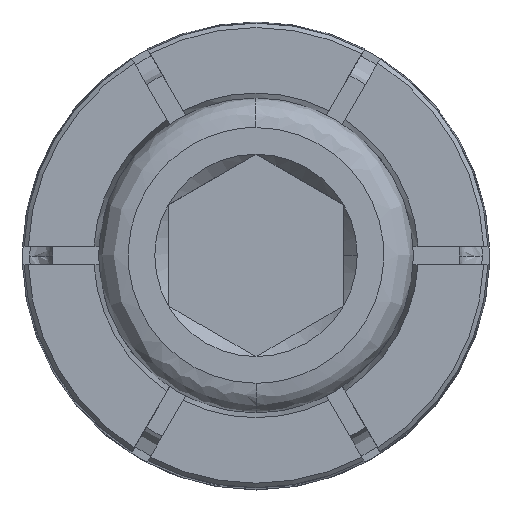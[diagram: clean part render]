
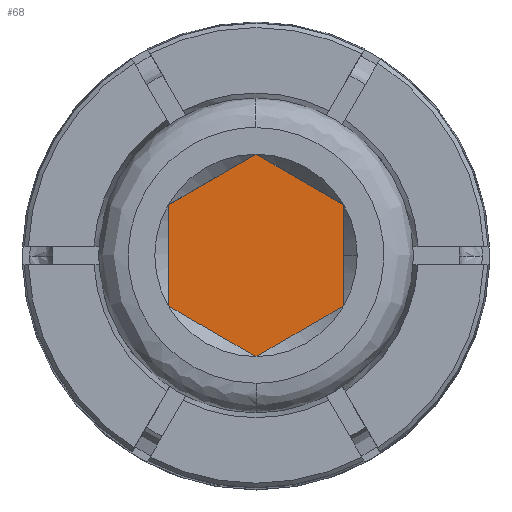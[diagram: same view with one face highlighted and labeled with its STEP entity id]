
A CAD part, top view. The second image highlights one B-rep face of the part: STEP entity #68.
In plain terms, the highlighted planar face has unit normal (0, 0, 1).
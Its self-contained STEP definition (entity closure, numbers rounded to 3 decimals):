
#66 = ORIENTED_EDGE ( 'NONE', *, *, #2558, .T. ) ;
#68 = ADVANCED_FACE ( 'NONE', ( #536 ), #3553, .T. ) ;
#72 = ORIENTED_EDGE ( 'NONE', *, *, #599, .T. ) ;
#290 = VECTOR ( 'NONE', #1881, 1000. ) ;
#295 = VECTOR ( 'NONE', #2580, 1000. ) ;
#301 = DIRECTION ( 'NONE',  ( -0.866, 0.5, 0. ) ) ;
#315 = EDGE_CURVE ( 'NONE', #688, #3562, #698, .T. ) ;
#361 = LINE ( 'NONE', #3597, #951 ) ;
#522 = CARTESIAN_POINT ( 'NONE',  ( 3., 1.732, 3.5 ) ) ;
#536 = FACE_OUTER_BOUND ( 'NONE', #912, .T. ) ;
#553 = ORIENTED_EDGE ( 'NONE', *, *, #2374, .T. ) ;
#599 = EDGE_CURVE ( 'NONE', #3617, #688, #1415, .T. ) ;
#631 = CARTESIAN_POINT ( 'NONE',  ( 0., 3.464, 3.5 ) ) ;
#677 = ORIENTED_EDGE ( 'NONE', *, *, #1102, .T. ) ;
#688 = VERTEX_POINT ( 'NONE', #3557 ) ;
#698 = LINE ( 'NONE', #3296, #290 ) ;
#912 = EDGE_LOOP ( 'NONE', ( #66, #677, #553, #3648, #72, #3490 ) ) ;
#951 = VECTOR ( 'NONE', #3249, 1000. ) ;
#1102 = EDGE_CURVE ( 'NONE', #3601, #1816, #361, .T. ) ;
#1103 = VERTEX_POINT ( 'NONE', #631 ) ;
#1119 = DIRECTION ( 'NONE',  ( 0., -1., 0. ) ) ;
#1144 = DIRECTION ( 'NONE',  ( 1., 0., 0. ) ) ;
#1148 = VECTOR ( 'NONE', #3814, 1000. ) ;
#1165 = CARTESIAN_POINT ( 'NONE',  ( 3., 1.732, 3.5 ) ) ;
#1415 = LINE ( 'NONE', #3774, #2138 ) ;
#1716 = CARTESIAN_POINT ( 'NONE',  ( -3., 5.196, 3.5 ) ) ;
#1773 = VECTOR ( 'NONE', #301, 1000. ) ;
#1813 = CARTESIAN_POINT ( 'NONE',  ( 0., -3.464, 3.5 ) ) ;
#1816 = VERTEX_POINT ( 'NONE', #522 ) ;
#1881 = DIRECTION ( 'NONE',  ( 0.866, -0.5, 0. ) ) ;
#2001 = LINE ( 'NONE', #3448, #1148 ) ;
#2138 = VECTOR ( 'NONE', #1119, 1000. ) ;
#2374 = EDGE_CURVE ( 'NONE', #1816, #1103, #3821, .T. ) ;
#2558 = EDGE_CURVE ( 'NONE', #3562, #3601, #2001, .T. ) ;
#2580 = DIRECTION ( 'NONE',  ( -0.866, -0.5, 0. ) ) ;
#2616 = DIRECTION ( 'NONE',  ( 0., 0., 1. ) ) ;
#2637 = CARTESIAN_POINT ( 'NONE',  ( -3., 1.732, 3.5 ) ) ;
#2868 = CARTESIAN_POINT ( 'NONE',  ( 0., 3.464, 3.5 ) ) ;
#3000 = CARTESIAN_POINT ( 'NONE',  ( 3., -1.732, 3.5 ) ) ;
#3005 = EDGE_CURVE ( 'NONE', #1103, #3617, #3216, .T. ) ;
#3216 = LINE ( 'NONE', #2868, #295 ) ;
#3249 = DIRECTION ( 'NONE',  ( 0., 1., 0. ) ) ;
#3296 = CARTESIAN_POINT ( 'NONE',  ( -3., -1.732, 3.5 ) ) ;
#3448 = CARTESIAN_POINT ( 'NONE',  ( 0., -3.464, 3.5 ) ) ;
#3490 = ORIENTED_EDGE ( 'NONE', *, *, #315, .T. ) ;
#3503 = AXIS2_PLACEMENT_3D ( 'NONE', #1716, #2616, #1144 ) ;
#3553 = PLANE ( 'NONE',  #3503 ) ;
#3557 = CARTESIAN_POINT ( 'NONE',  ( -3., -1.732, 3.5 ) ) ;
#3562 = VERTEX_POINT ( 'NONE', #1813 ) ;
#3597 = CARTESIAN_POINT ( 'NONE',  ( 3., -1.732, 3.5 ) ) ;
#3601 = VERTEX_POINT ( 'NONE', #3000 ) ;
#3617 = VERTEX_POINT ( 'NONE', #2637 ) ;
#3648 = ORIENTED_EDGE ( 'NONE', *, *, #3005, .T. ) ;
#3774 = CARTESIAN_POINT ( 'NONE',  ( -3., 1.732, 3.5 ) ) ;
#3814 = DIRECTION ( 'NONE',  ( 0.866, 0.5, 0. ) ) ;
#3821 = LINE ( 'NONE', #1165, #1773 ) ;
